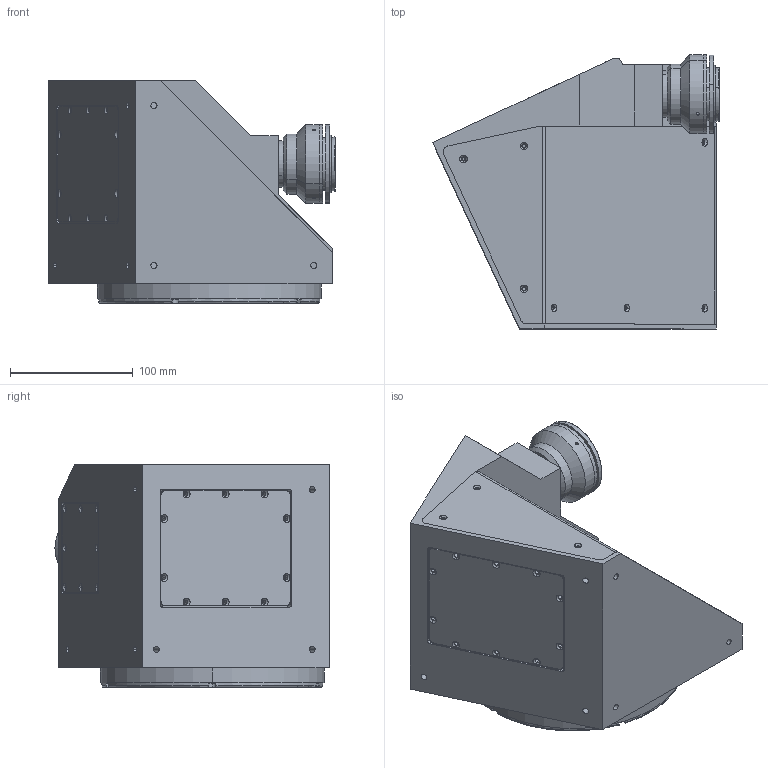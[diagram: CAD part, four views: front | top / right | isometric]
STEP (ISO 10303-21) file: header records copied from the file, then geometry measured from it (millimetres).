
FILE_DESCRIPTION (( 'STEP AP214' ), '1' );
FILE_NAME ('2M120-F.STEP', '2018-04-18T12:35:24', ( '' ), ( '' ), 'SwSTEP 2.0', 'SolidWorks 2017', '' );
FILE_SCHEMA (( 'AUTOMOTIVE_DESIGN' ));
Length unit declared in the file: millimetre
Products named in the file (1): 2M120-F
Bounding box: 233.18 x 223 x 181.4 mm (x, y, z)
Surface area: 244380.6 mm2 (no closed solid volume)
Topology: 0 solids, 14 shells, 375 faces, 1158 edges, 784 vertices
Faces by surface type: cylinder 205, plane 93, cone 68, torus 5, sphere 4
Entity records: 17560 total; most frequent: CARTESIAN_POINT 2772, DIRECTION 2421, ORIENTED_EDGE 1948, EDGE_CURVE 1158, AXIS2_PLACEMENT_3D 935, VERTEX_POINT 784, CIRCLE 559, LINE 551
